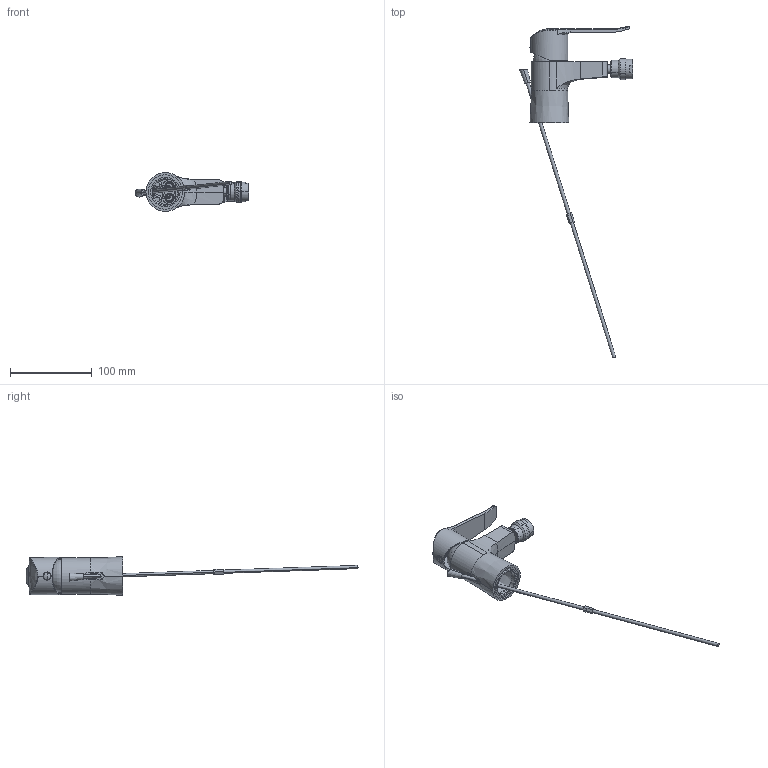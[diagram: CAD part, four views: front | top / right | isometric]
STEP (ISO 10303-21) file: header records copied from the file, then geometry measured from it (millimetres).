
FILE_DESCRIPTION (( 'STEP AP203' ), '1' );
FILE_NAME ('64BP08541.STEP', '2023-09-28T07:49:08', ( '' ), ( '' ), 'SwSTEP 2.0', 'SolidWorks 2021', '' );
FILE_SCHEMA (( 'CONFIG_CONTROL_DESIGN' ));
Length unit declared in the file: millimetre
Products named in the file (1): 64BP08541
Bounding box: 139.04 x 406.74 x 47.5 mm (x, y, z)
Volume: 94942.1 mm3; surface area: 75686.5 mm2
Topology: 13 solids, 13 shells, 1431 faces, 3838 edges, 2485 vertices
Faces by surface type: plane 965, cylinder 227, bspline 149, cone 72, torus 12, sphere 6
Entity records: 57416 total; most frequent: CARTESIAN_POINT 22461, ORIENTED_EDGE 7634, DIRECTION 6493, EDGE_CURVE 3817, LINE 2725, VECTOR 2725, VERTEX_POINT 2482, AXIS2_PLACEMENT_3D 1884
